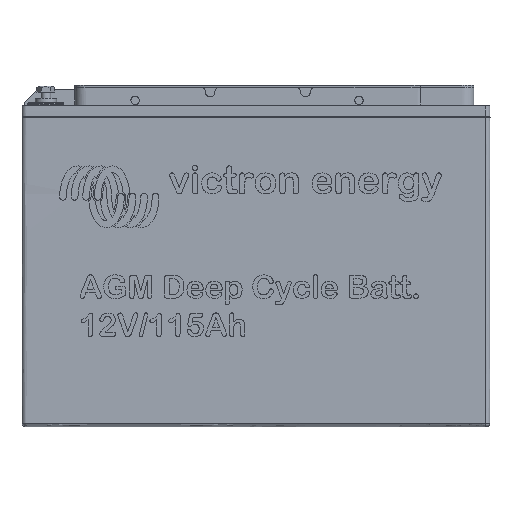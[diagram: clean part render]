
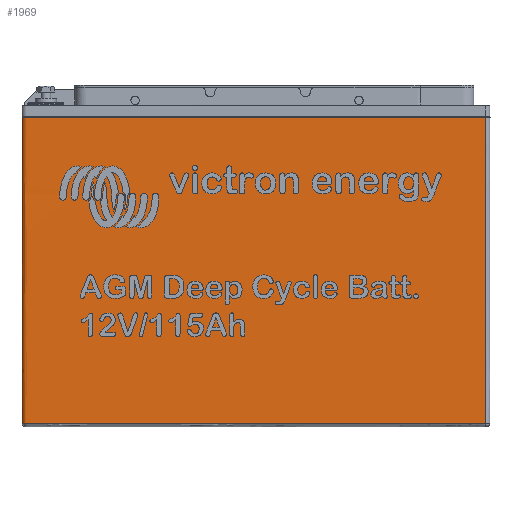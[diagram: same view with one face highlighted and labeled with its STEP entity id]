
A CAD part, front view. The second image highlights one B-rep face of the part: STEP entity #1969.
In plain terms, the highlighted free-form (B-spline) face has degree [2, 1] with [11, 2] control points.
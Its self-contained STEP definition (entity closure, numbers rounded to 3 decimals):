
#18=(
BOUNDED_SURFACE()
B_SPLINE_SURFACE(2,1,((#11870,#11871),(#11872,#11873),(#11874,#11875),(#11876,
#11877),(#11878,#11879),(#11880,#11881),(#11882,#11883),(#11884,#11885),
(#11886,#11887),(#11888,#11889),(#11890,#11891)),.UNSPECIFIED.,.F.,.F.,
 .F.)
B_SPLINE_SURFACE_WITH_KNOTS((3,2,2,2,2,3),(2,2),(0.,208.414,256.557,
360.764,464.971,500.627),(0.,257.),
 .UNSPECIFIED.)
GEOMETRIC_REPRESENTATION_ITEM()
RATIONAL_B_SPLINE_SURFACE(((1.,1.),(0.707,0.707),
(1.,1.),(1.,1.),(1.,1.),(0.924,0.924),(1.,1.),(0.924,
0.924),(1.,1.),(1.,1.),(1.,1.)))
REPRESENTATION_ITEM('')
SURFACE()
);
#1969=ADVANCED_FACE('',(#2177),#18,.T.);
#2177=FACE_OUTER_BOUND('',#2364,.T.);
#2364=EDGE_LOOP('',(#3107,#3108,#3109,#3110));
#3107=ORIENTED_EDGE('',*,*,#4216,.T.);
#3108=ORIENTED_EDGE('',*,*,#4217,.T.);
#3109=ORIENTED_EDGE('',*,*,#4218,.T.);
#3110=ORIENTED_EDGE('',*,*,#4219,.T.);
#4216=EDGE_CURVE('',#5516,#5517,#4672,.T.);
#4217=EDGE_CURVE('',#5517,#5518,#4673,.T.);
#4218=EDGE_CURVE('',#5518,#5519,#4674,.T.);
#4219=EDGE_CURVE('',#5519,#5516,#4675,.T.);
#4672=(
BOUNDED_CURVE()
B_SPLINE_CURVE(2,(#11914,#11915,#11916,#11917,#11918,#11919,#11920,#11921,
#11922,#11923,#11924),.UNSPECIFIED.,.F.,.F.)
B_SPLINE_CURVE_WITH_KNOTS((3,2,2,2,2,3),(0.,208.414,256.557,
360.764,464.971,500.627),.UNSPECIFIED.)
CURVE()
GEOMETRIC_REPRESENTATION_ITEM()
RATIONAL_B_SPLINE_CURVE((1.,0.707,1.,1.,1.,0.924,
1.,0.924,1.,1.,1.))
REPRESENTATION_ITEM('')
);
#4673=(
BOUNDED_CURVE()
B_SPLINE_CURVE(1,(#11925,#11926),.UNSPECIFIED.,.F.,.F.)
B_SPLINE_CURVE_WITH_KNOTS((2,2),(0.,257.),.UNSPECIFIED.)
CURVE()
GEOMETRIC_REPRESENTATION_ITEM()
RATIONAL_B_SPLINE_CURVE((1.,1.))
REPRESENTATION_ITEM('')
);
#4674=(
BOUNDED_CURVE()
B_SPLINE_CURVE(2,(#11927,#11928,#11929,#11930,#11931,#11932,#11933,#11934,
#11935,#11936,#11937),.UNSPECIFIED.,.F.,.F.)
B_SPLINE_CURVE_WITH_KNOTS((3,2,2,2,2,3),(-500.627,-464.971,
-360.764,-256.557,-208.414,0.),.UNSPECIFIED.)
CURVE()
GEOMETRIC_REPRESENTATION_ITEM()
RATIONAL_B_SPLINE_CURVE((1.,1.,1.,0.924,1.,0.924,
1.,1.,1.,0.707,1.))
REPRESENTATION_ITEM('')
);
#4675=(
BOUNDED_CURVE()
B_SPLINE_CURVE(1,(#11938,#11939),.UNSPECIFIED.,.F.,.F.)
B_SPLINE_CURVE_WITH_KNOTS((2,2),(-257.,0.),.UNSPECIFIED.)
CURVE()
GEOMETRIC_REPRESENTATION_ITEM()
RATIONAL_B_SPLINE_CURVE((1.,1.))
REPRESENTATION_ITEM('')
);
#5516=VERTEX_POINT('',#11910);
#5517=VERTEX_POINT('',#11911);
#5518=VERTEX_POINT('',#11912);
#5519=VERTEX_POINT('',#11913);
#11870=CARTESIAN_POINT('',(4.,0.,260.));
#11871=CARTESIAN_POINT('',(4.,0.,3.));
#11872=CARTESIAN_POINT('',(0.,0.,260.));
#11873=CARTESIAN_POINT('',(0.,0.,3.));
#11874=CARTESIAN_POINT('',(0.,-4.,260.));
#11875=CARTESIAN_POINT('',(0.,-4.,3.));
#11876=CARTESIAN_POINT('',(0.,-54.5,260.));
#11877=CARTESIAN_POINT('',(0.,-54.5,3.));
#11878=CARTESIAN_POINT('',(0.,-105.,260.));
#11879=CARTESIAN_POINT('',(0.,-105.,3.));
#11880=CARTESIAN_POINT('',(0.,-106.657,260.));
#11881=CARTESIAN_POINT('',(0.,-106.657,3.));
#11882=CARTESIAN_POINT('',(1.172,-107.828,260.));
#11883=CARTESIAN_POINT('',(1.172,-107.828,3.));
#11884=CARTESIAN_POINT('',(2.343,-109.,260.));
#11885=CARTESIAN_POINT('',(2.343,-109.,3.));
#11886=CARTESIAN_POINT('',(4.,-109.,260.));
#11887=CARTESIAN_POINT('',(4.,-109.,3.));
#11888=CARTESIAN_POINT('',(196.5,-109.,260.));
#11889=CARTESIAN_POINT('',(196.5,-109.,3.));
#11890=CARTESIAN_POINT('',(389.,-109.,260.));
#11891=CARTESIAN_POINT('',(389.,-109.,3.));
#11910=CARTESIAN_POINT('',(4.,0.,260.));
#11911=CARTESIAN_POINT('',(389.,-109.,260.));
#11912=CARTESIAN_POINT('',(389.,-109.,3.));
#11913=CARTESIAN_POINT('',(4.,0.,3.));
#11914=CARTESIAN_POINT('',(4.,0.,260.));
#11915=CARTESIAN_POINT('',(0.,0.,260.));
#11916=CARTESIAN_POINT('',(0.,-4.,260.));
#11917=CARTESIAN_POINT('',(0.,-54.5,260.));
#11918=CARTESIAN_POINT('',(0.,-105.,260.));
#11919=CARTESIAN_POINT('',(0.,-106.657,260.));
#11920=CARTESIAN_POINT('',(1.172,-107.828,260.));
#11921=CARTESIAN_POINT('',(2.343,-109.,260.));
#11922=CARTESIAN_POINT('',(4.,-109.,260.));
#11923=CARTESIAN_POINT('',(196.5,-109.,260.));
#11924=CARTESIAN_POINT('',(389.,-109.,260.));
#11925=CARTESIAN_POINT('',(389.,-109.,260.));
#11926=CARTESIAN_POINT('',(389.,-109.,3.));
#11927=CARTESIAN_POINT('',(389.,-109.,3.));
#11928=CARTESIAN_POINT('',(196.5,-109.,3.));
#11929=CARTESIAN_POINT('',(4.,-109.,3.));
#11930=CARTESIAN_POINT('',(2.343,-109.,3.));
#11931=CARTESIAN_POINT('',(1.172,-107.828,3.));
#11932=CARTESIAN_POINT('',(0.,-106.657,3.));
#11933=CARTESIAN_POINT('',(0.,-105.,3.));
#11934=CARTESIAN_POINT('',(0.,-54.5,3.));
#11935=CARTESIAN_POINT('',(0.,-4.,3.));
#11936=CARTESIAN_POINT('',(0.,0.,3.));
#11937=CARTESIAN_POINT('',(4.,0.,3.));
#11938=CARTESIAN_POINT('',(4.,0.,3.));
#11939=CARTESIAN_POINT('',(4.,0.,260.));
